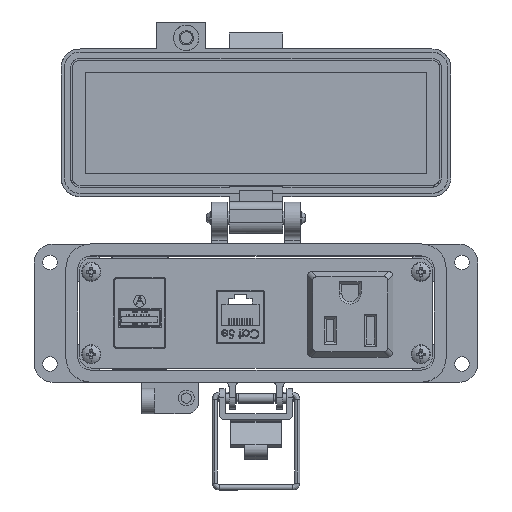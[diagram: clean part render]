
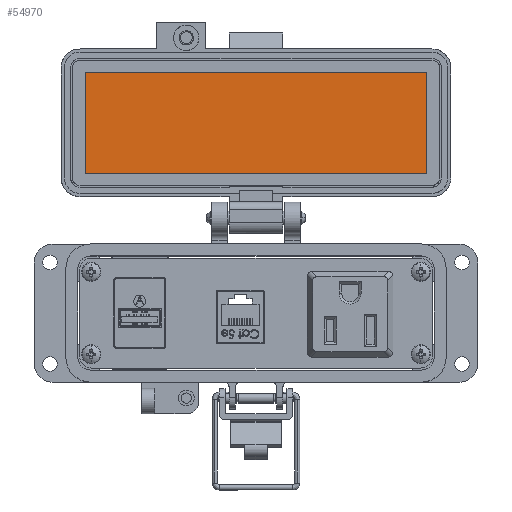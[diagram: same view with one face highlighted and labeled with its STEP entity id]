
A CAD part, top view. The second image highlights one B-rep face of the part: STEP entity #54970.
In plain terms, the highlighted planar face has unit normal (0, 0, 1).
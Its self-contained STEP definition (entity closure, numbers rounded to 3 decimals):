
#562 = PLANE ( 'NONE',  #52017 ) ;
#5497 = CARTESIAN_POINT ( 'NONE',  ( -53.75, 83.154, -25.55 ) ) ;
#5991 = VECTOR ( 'NONE', #15331, 1000. ) ;
#6296 = EDGE_CURVE ( 'NONE', #6844, #30886, #24894, .T. ) ;
#6844 = VERTEX_POINT ( 'NONE', #16855 ) ;
#9727 = DIRECTION ( 'NONE',  ( 0., -1., 0. ) ) ;
#10965 = CARTESIAN_POINT ( 'NONE',  ( -8.5, 67.154, -25.55 ) ) ;
#12345 = EDGE_CURVE ( 'NONE', #43482, #6844, #19747, .T. ) ;
#15331 = DIRECTION ( 'NONE',  ( -1., 0., 0. ) ) ;
#15969 = ORIENTED_EDGE ( 'NONE', *, *, #6296, .F. ) ;
#16162 = LINE ( 'NONE', #18034, #55781 ) ;
#16174 = DIRECTION ( 'NONE',  ( 0., -1., 0. ) ) ;
#16471 = CARTESIAN_POINT ( 'NONE',  ( 53.75, 51.154, -25.55 ) ) ;
#16803 = CARTESIAN_POINT ( 'NONE',  ( -53.75, 67.154, -25.55 ) ) ;
#16855 = CARTESIAN_POINT ( 'NONE',  ( -53.75, 51.154, -25.55 ) ) ;
#18034 = CARTESIAN_POINT ( 'NONE',  ( -8.5, 83.154, -25.55 ) ) ;
#18379 = ORIENTED_EDGE ( 'NONE', *, *, #21113, .F. ) ;
#19747 = LINE ( 'NONE', #46346, #5991 ) ;
#21113 = EDGE_CURVE ( 'NONE', #41383, #43482, #41385, .T. ) ;
#23418 = ORIENTED_EDGE ( 'NONE', *, *, #56733, .F. ) ;
#24894 = LINE ( 'NONE', #16803, #66147 ) ;
#27635 = VECTOR ( 'NONE', #9727, 1000. ) ;
#30162 = CARTESIAN_POINT ( 'NONE',  ( 53.75, 67.154, -25.55 ) ) ;
#30886 = VERTEX_POINT ( 'NONE', #5497 ) ;
#31626 = CARTESIAN_POINT ( 'NONE',  ( 53.75, 83.154, -25.55 ) ) ;
#40894 = EDGE_LOOP ( 'NONE', ( #23418, #15969, #54206, #18379 ) ) ;
#41383 = VERTEX_POINT ( 'NONE', #31626 ) ;
#41385 = LINE ( 'NONE', #30162, #27635 ) ;
#42283 = FACE_OUTER_BOUND ( 'NONE', #40894, .T. ) ;
#43482 = VERTEX_POINT ( 'NONE', #16471 ) ;
#46346 = CARTESIAN_POINT ( 'NONE',  ( 42., 51.154, -25.55 ) ) ;
#47202 = DIRECTION ( 'NONE',  ( 0., 0., 1. ) ) ;
#52017 = AXIS2_PLACEMENT_3D ( 'NONE', #10965, #47202, #16174 ) ;
#52964 = DIRECTION ( 'NONE',  ( 0., 1., 0. ) ) ;
#54206 = ORIENTED_EDGE ( 'NONE', *, *, #12345, .F. ) ;
#54970 = ADVANCED_FACE ( 'NONE', ( #42283 ), #562, .T. ) ;
#55781 = VECTOR ( 'NONE', #59179, 1000. ) ;
#56733 = EDGE_CURVE ( 'NONE', #30886, #41383, #16162, .T. ) ;
#59179 = DIRECTION ( 'NONE',  ( 1., 0., 0. ) ) ;
#66147 = VECTOR ( 'NONE', #52964, 1000. ) ;
